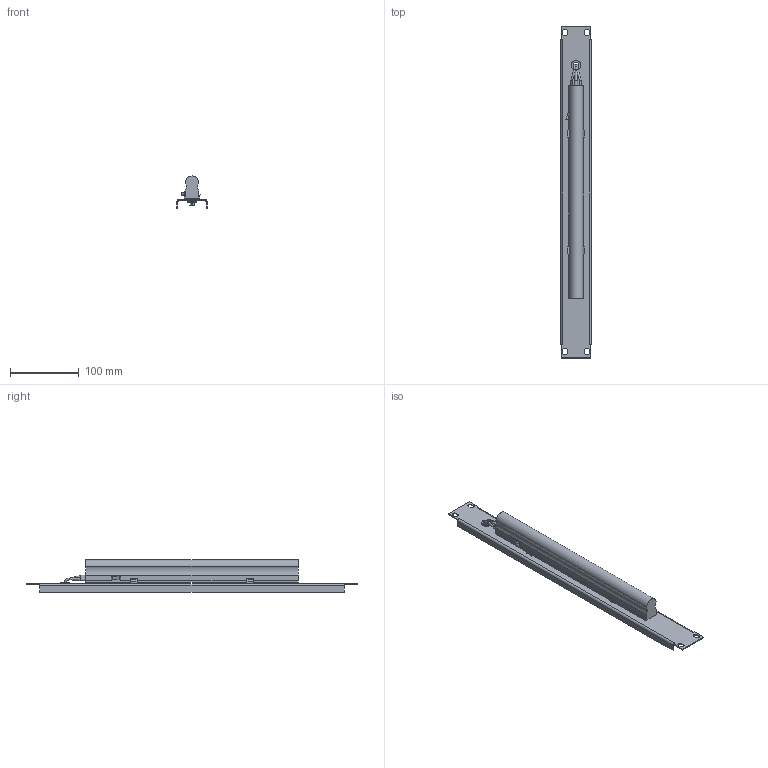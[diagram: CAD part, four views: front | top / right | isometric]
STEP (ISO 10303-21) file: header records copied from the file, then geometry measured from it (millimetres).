
FILE_DESCRIPTION((''),'2;1');
FILE_NAME('DOSVET01_luč_LED_230V_19.stp','2020-03-31T15:29:17',('SUPER'),(''),'Autodesk Inventor 2010','Autodesk Inventor 2010','');
FILE_SCHEMA(('AUTOMOTIVE_DESIGN { 1 0 10303 214 1 1 1 1 }'));
Length unit declared in the file: millimetre
Products named in the file (6): DOSVET01_luč_LED_230V_19; DOSVET01_SLEPA PLOŠČA ZA LUČ- 1HE-1,5 mm; LED COMMEL 310; LUČ LED 310 mm COMMEL 406-201; PRITRDILNA SPONKA LUČI COMMEL; UVODNICA 10,3
Assembly tree (6 placements, depth 3):
  DOSVET01_luč_LED_230V_19
    DOSVET01_SLEPA PLOŠČA ZA LUČ- 1HE-1,5 mm
    LED COMMEL 310
      LUČ LED 310 mm COMMEL 406-201
      PRITRDILNA SPONKA LUČI COMMEL  x2
    UVODNICA 10,3
Bounding box: 44 x 484 x 46.86 mm (x, y, z)
Volume: 228870.5 mm3; surface area: 97144 mm2
Topology: 5 solids, 5 shells, 220 faces, 603 edges, 398 vertices
Faces by surface type: bspline 84, plane 81, cylinder 51, torus 4
Full cylindrical faces by diameter (mm): 8.1 x1, 10.3 x1
Entity records: 5882 total; most frequent: CARTESIAN_POINT 1585, ORIENTED_EDGE 868, DIRECTION 808, EDGE_CURVE 434, VECTOR 298, LINE 298, VERTEX_POINT 290, AXIS2_PLACEMENT_3D 255
